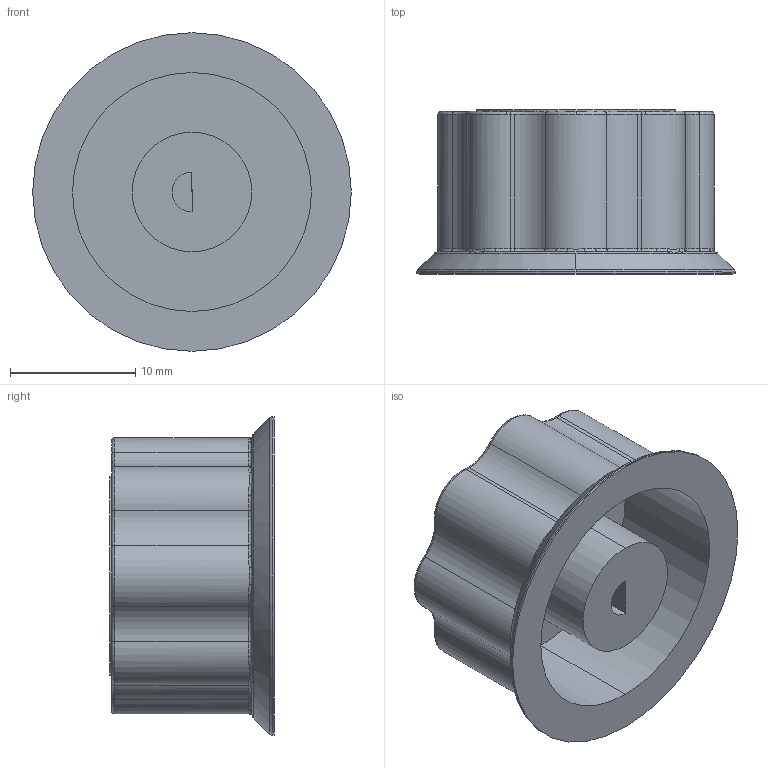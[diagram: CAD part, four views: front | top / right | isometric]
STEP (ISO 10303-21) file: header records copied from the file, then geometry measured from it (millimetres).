
FILE_DESCRIPTION (( 'STEP AP214' ), '1' );
FILE_NAME ('User Library-KNOB DIAL SPEED CONTROL.STEP', '2020-11-24T22:06:19', ( '' ), ( '' ), 'SwSTEP 2.0', 'SolidWorks 2020', '' );
FILE_SCHEMA (( 'AUTOMOTIVE_DESIGN' ));
Length unit declared in the file: inch
Products named in the file (1): User Library-KNOB DIAL SPEED CONTROL
Bounding box: 25.4 x 13.08 x 25.4 mm (x, y, z)
Volume: 2559.4 mm3; surface area: 2797.8 mm2
Topology: 1 solids, 1 shells, 146 faces, 346 edges, 205 vertices
Faces by surface type: torus 60, cylinder 34, bspline 32, plane 16, cone 4
Entity records: 6537 total; most frequent: CARTESIAN_POINT 1425, DIRECTION 737, ORIENTED_EDGE 692, AXIS2_PLACEMENT_3D 347, EDGE_CURVE 346, CIRCLE 232, VERTEX_POINT 205, EDGE_LOOP 149
